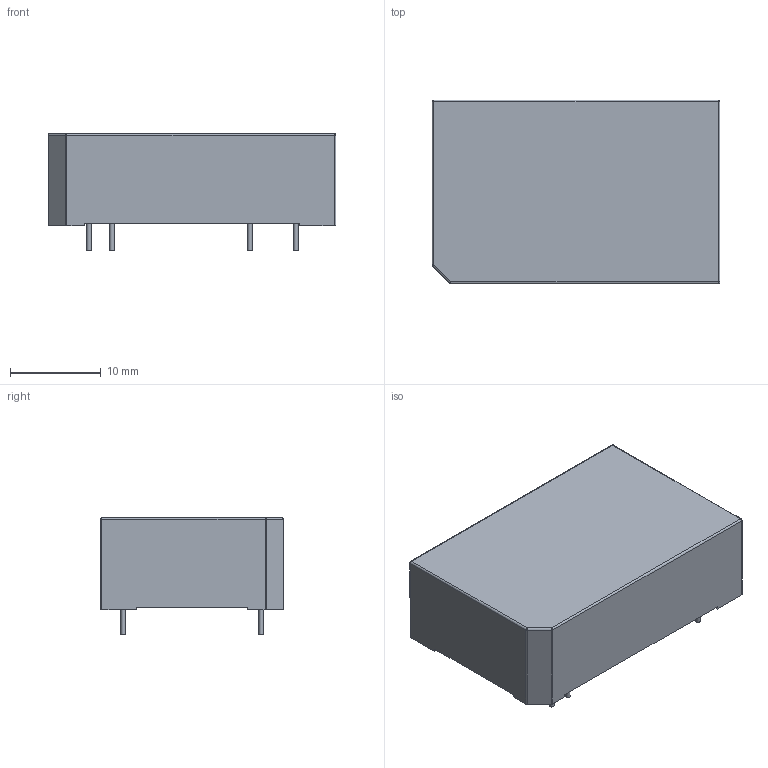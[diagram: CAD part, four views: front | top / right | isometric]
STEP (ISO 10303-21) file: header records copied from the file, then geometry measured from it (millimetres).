
FILE_DESCRIPTION(('STEP AP214'), '1');
FILE_NAME('TEN 3WIN Single', '', ('UNSPECIFIED'), ('UNSPECIFIED'), 'ASCON STEP Converter 1.6', 'ASCON Math Kernel', '');
FILE_SCHEMA(('AUTOMOTIVE_DESIGN { 1 0 10303 214 3 1 1}'));
Length unit declared in the file: millimetre
Bounding box: 31.8 x 20.3 x 12.9 mm (x, y, z)
Volume: 6382.1 mm3; surface area: 2349.7 mm2
Topology: 8 solids, 8 shells, 64 faces, 134 edges, 81 vertices
Faces by surface type: plane 42, cylinder 17, sphere 5
Full cylindrical faces by diameter (mm): 0.5 x7
Entity records: 2210 total; most frequent: DIRECTION 286, CARTESIAN_POINT 268, ORIENTED_EDGE 244, EDGE_CURVE 122, AXIS2_PLACEMENT_3D 99, LINE 88, VECTOR 88, VERTEX_POINT 81
